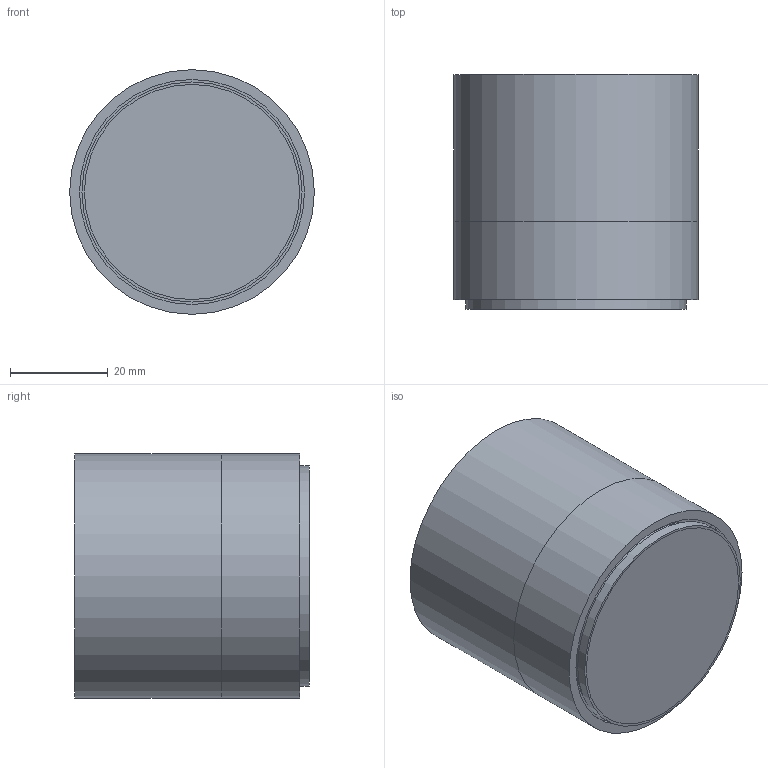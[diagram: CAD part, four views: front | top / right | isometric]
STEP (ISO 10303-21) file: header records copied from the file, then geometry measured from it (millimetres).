
FILE_DESCRIPTION(/* description */ (''),/* implementation_level */ '2;1');
FILE_NAME(/* name */ 'Wygaszacz_Lasera v3.step',/* time_stamp */ '2020-11-28T16:46:05+01:00',/* author */ (''),/* organization */ (''),/* preprocessor_version */ 'ST-DEVELOPER v18.1',/* originating_system */ 'Autodesk Translation Framework v9.3.0.1241',/* authorisation */ '');
FILE_SCHEMA (('AUTOMOTIVE_DESIGN { 1 0 10303 214 3 1 1 }'));
Length unit declared in the file: millimetre
Products named in the file (4): Wygaszacz_Lasera; lejek; koncowka; pokrywka
Assembly tree (3 placements, depth 2):
  Wygaszacz_Lasera
    lejek
    koncowka
    pokrywka
Bounding box: 50 x 48 x 50 mm (x, y, z)
Volume: 56901.3 mm3; surface area: 22510.4 mm2
Topology: 4 solids, 4 shells, 35 faces, 52 edges, 34 vertices
Faces by surface type: cylinder 17, plane 17, cone 1
Full cylindrical faces by diameter (mm): 3 x8, 5 x2, 44 x3, 45 x1, 46 x1, 50 x2
Entity records: 912 total; most frequent: DIRECTION 170, CARTESIAN_POINT 128, ORIENTED_EDGE 104, AXIS2_PLACEMENT_3D 76, EDGE_CURVE 52, EDGE_LOOP 50, FACE_OUTER_BOUND 35, ADVANCED_FACE 35
